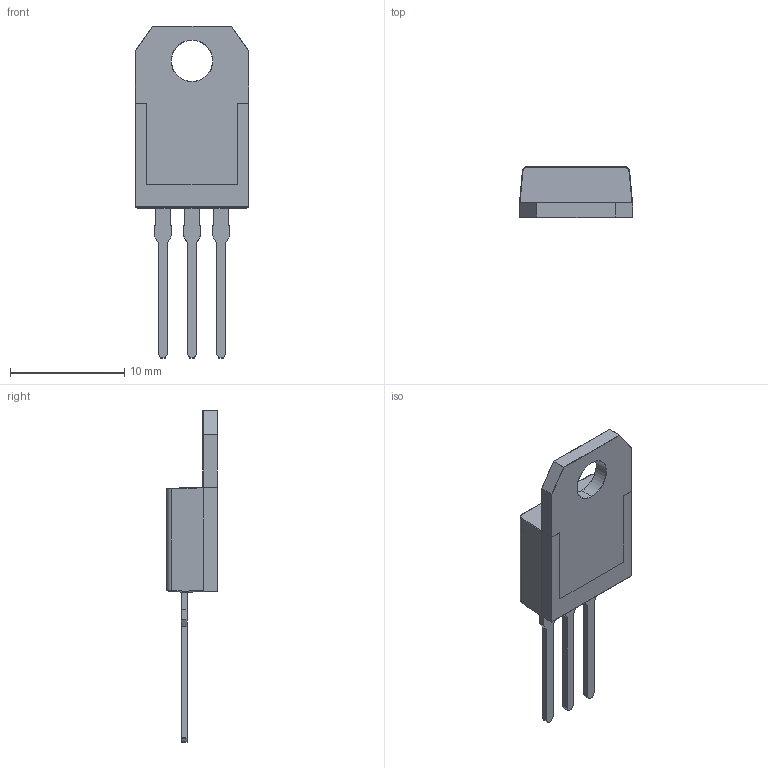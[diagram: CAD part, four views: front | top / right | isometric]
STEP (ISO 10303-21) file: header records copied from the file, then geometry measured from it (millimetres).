
FILE_DESCRIPTION (( 'STEP AP214' ), '1' );
FILE_NAME ('User Library-TO220-AB Full.STEP', '2017-08-10T16:02:14', ( 'Windows User' ), ( '' ), 'SwSTEP 2.0', 'SolidWorks 2017', '' );
FILE_SCHEMA (( 'AUTOMOTIVE_DESIGN' ));
Length unit declared in the file: millimetre
Products named in the file (1): User Library-TO220-AB Full
Bounding box: 9.9 x 4.46 x 29.03 mm (x, y, z)
Volume: 477.8 mm3; surface area: 758.2 mm2
Topology: 2 solids, 2 shells, 574 faces, 1423 edges, 811 vertices
Faces by surface type: plane 202, cylinder 169, bspline 104, sphere 71, torus 28
Entity records: 27612 total; most frequent: CARTESIAN_POINT 8725, ORIENTED_EDGE 2706, DIRECTION 2421, EDGE_CURVE 1353, AXIS2_PLACEMENT_3D 823, VERTEX_POINT 811, VECTOR 775, LINE 775
